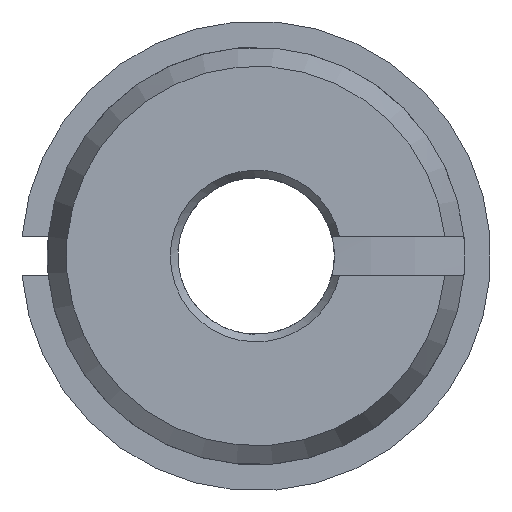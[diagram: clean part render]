
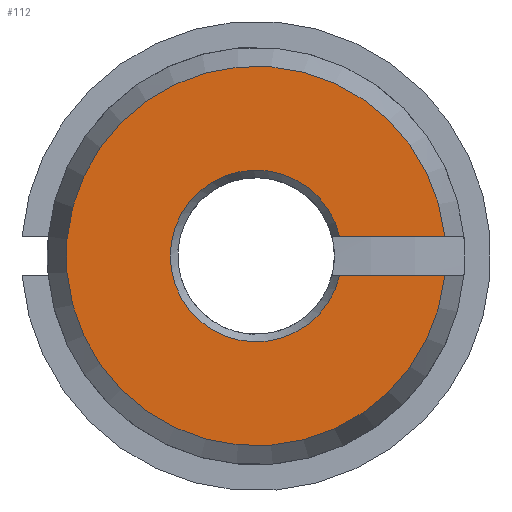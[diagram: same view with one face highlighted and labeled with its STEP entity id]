
A CAD part, left-side view. The second image highlights one B-rep face of the part: STEP entity #112.
In plain terms, the highlighted planar face has unit normal (-1, 0, 0).
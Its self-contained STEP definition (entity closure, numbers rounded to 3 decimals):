
#19 = VERTEX_POINT ( 'NONE', #582 ) ;
#26 = CARTESIAN_POINT ( 'NONE',  ( -37., 7.272, 0.75 ) ) ;
#38 = ORIENTED_EDGE ( 'NONE', *, *, #431, .F. ) ;
#69 = EDGE_CURVE ( 'NONE', #530, #19, #254, .T. ) ;
#112 = ADVANCED_FACE ( 'NONE', ( #563 ), #437, .F. ) ;
#128 = VECTOR ( 'NONE', #228, 1000. ) ;
#137 = CIRCLE ( 'NONE', #220, 7.272 ) ;
#145 = CARTESIAN_POINT ( 'NONE',  ( -37., 0., 0. ) ) ;
#147 = EDGE_CURVE ( 'NONE', #422, #238, #189, .T. ) ;
#162 = ORIENTED_EDGE ( 'NONE', *, *, #147, .F. ) ;
#168 = DIRECTION ( 'NONE',  ( 1., 0., 0. ) ) ;
#189 = LINE ( 'NONE', #26, #348 ) ;
#194 = AXIS2_PLACEMENT_3D ( 'NONE', #323, #559, #408 ) ;
#220 = AXIS2_PLACEMENT_3D ( 'NONE', #145, #243, #459 ) ;
#221 = DIRECTION ( 'NONE',  ( 0., 0., -1. ) ) ;
#228 = DIRECTION ( 'NONE',  ( 0., 1., 0. ) ) ;
#238 = VERTEX_POINT ( 'NONE', #271 ) ;
#243 = DIRECTION ( 'NONE',  ( -1., 0., 0. ) ) ;
#248 = CARTESIAN_POINT ( 'NONE',  ( -37., -7.233, -0.75 ) ) ;
#254 = LINE ( 'NONE', #494, #128 ) ;
#258 = ORIENTED_EDGE ( 'NONE', *, *, #69, .T. ) ;
#271 = CARTESIAN_POINT ( 'NONE',  ( -37., -3.202, 0.75 ) ) ;
#292 = ORIENTED_EDGE ( 'NONE', *, *, #352, .T. ) ;
#317 = CARTESIAN_POINT ( 'NONE',  ( -37., -7.233, 0.75 ) ) ;
#323 = CARTESIAN_POINT ( 'NONE',  ( -37., 0., 0. ) ) ;
#348 = VECTOR ( 'NONE', #531, 1000. ) ;
#352 = EDGE_CURVE ( 'NONE', #422, #530, #137, .T. ) ;
#389 = CARTESIAN_POINT ( 'NONE',  ( -37., 7.272, 0. ) ) ;
#408 = DIRECTION ( 'NONE',  ( 0., 0., 1. ) ) ;
#422 = VERTEX_POINT ( 'NONE', #317 ) ;
#431 = EDGE_CURVE ( 'NONE', #238, #19, #522, .T. ) ;
#437 = PLANE ( 'NONE',  #534 ) ;
#448 = EDGE_LOOP ( 'NONE', ( #292, #258, #38, #162 ) ) ;
#459 = DIRECTION ( 'NONE',  ( 0., 0., 1. ) ) ;
#494 = CARTESIAN_POINT ( 'NONE',  ( -37., 7.272, -0.75 ) ) ;
#522 = CIRCLE ( 'NONE', #194, 3.289 ) ;
#530 = VERTEX_POINT ( 'NONE', #248 ) ;
#531 = DIRECTION ( 'NONE',  ( 0., 1., 0. ) ) ;
#534 = AXIS2_PLACEMENT_3D ( 'NONE', #389, #168, #221 ) ;
#559 = DIRECTION ( 'NONE',  ( -1., 0., 0. ) ) ;
#563 = FACE_OUTER_BOUND ( 'NONE', #448, .T. ) ;
#582 = CARTESIAN_POINT ( 'NONE',  ( -37., -3.202, -0.75 ) ) ;
